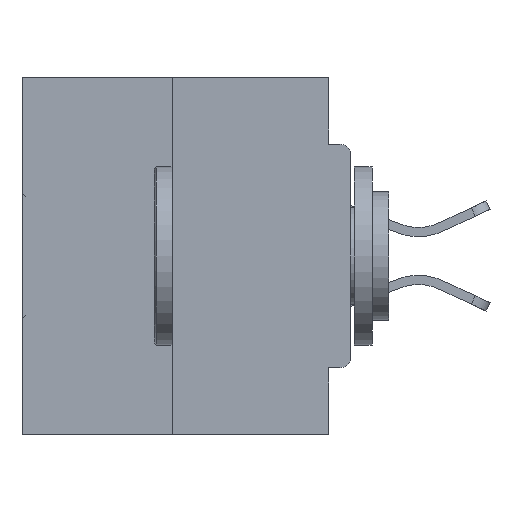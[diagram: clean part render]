
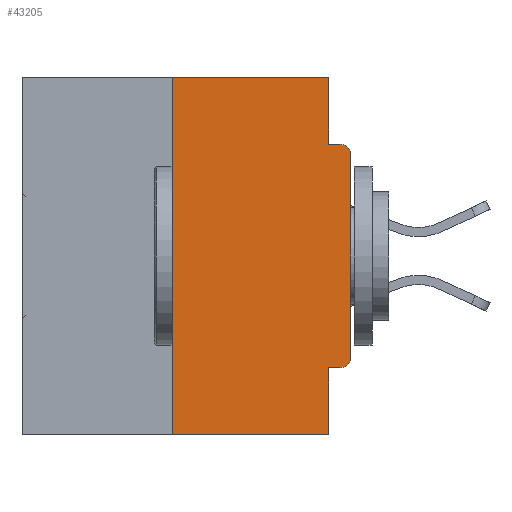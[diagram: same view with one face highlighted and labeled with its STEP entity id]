
A CAD part, left-side view. The second image highlights one B-rep face of the part: STEP entity #43205.
In plain terms, the highlighted planar face has unit normal (-1, 0, 0).
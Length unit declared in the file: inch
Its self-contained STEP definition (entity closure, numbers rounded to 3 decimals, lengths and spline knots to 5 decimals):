
#727 = AXIS2_PLACEMENT_3D ( 'NONE', #35124, #27985, #7385 ) ;
#1115 = VERTEX_POINT ( 'NONE', #37181 ) ;
#3319 = ORIENTED_EDGE ( 'NONE', *, *, #40154, .F. ) ;
#3936 = AXIS2_PLACEMENT_3D ( 'NONE', #13188, #43875, #16098 ) ;
#5426 = CIRCLE ( 'NONE', #8421, 0.015 ) ;
#5835 = CARTESIAN_POINT ( 'NONE',  ( 0., 0.031, -0.0935 ) ) ;
#6049 = VERTEX_POINT ( 'NONE', #25449 ) ;
#6228 = EDGE_CURVE ( 'NONE', #31281, #1115, #18546, .T. ) ;
#6518 = DIRECTION ( 'NONE',  ( 0., 0., 1. ) ) ;
#6819 = ORIENTED_EDGE ( 'NONE', *, *, #22236, .T. ) ;
#7141 = EDGE_CURVE ( 'NONE', #40983, #22127, #36838, .T. ) ;
#7385 = DIRECTION ( 'NONE',  ( 0., 0., -1. ) ) ;
#7559 = DIRECTION ( 'NONE',  ( 0., 0., -1. ) ) ;
#8243 = VERTEX_POINT ( 'NONE', #33365 ) ;
#8421 = AXIS2_PLACEMENT_3D ( 'NONE', #38430, #14202, #7559 ) ;
#8640 = VECTOR ( 'NONE', #35929, 39.37008 ) ;
#8668 = VECTOR ( 'NONE', #40420, 39.37008 ) ;
#8933 = LINE ( 'NONE', #10883, #43568 ) ;
#10534 = EDGE_CURVE ( 'NONE', #40983, #6049, #19197, .T. ) ;
#10883 = CARTESIAN_POINT ( 'NONE',  ( 0., 0.46, 0. ) ) ;
#11559 = ORIENTED_EDGE ( 'NONE', *, *, #7141, .T. ) ;
#11972 = DIRECTION ( 'NONE',  ( 0., 0., 1. ) ) ;
#12793 = VECTOR ( 'NONE', #41739, 39.37008 ) ;
#12943 = EDGE_CURVE ( 'NONE', #24125, #22127, #33415, .T. ) ;
#13188 = CARTESIAN_POINT ( 'NONE',  ( 0., 0.46, 0. ) ) ;
#14202 = DIRECTION ( 'NONE',  ( -1., 0., 0. ) ) ;
#14305 = ORIENTED_EDGE ( 'NONE', *, *, #6228, .F. ) ;
#14743 = VECTOR ( 'NONE', #33279, 39.37008 ) ;
#14766 = CARTESIAN_POINT ( 'NONE',  ( 0., 0., -0.4065 ) ) ;
#14993 = LINE ( 'NONE', #37136, #26343 ) ;
#15604 = ORIENTED_EDGE ( 'NONE', *, *, #22601, .T. ) ;
#16098 = DIRECTION ( 'NONE',  ( 0., 0., -1. ) ) ;
#16491 = ORIENTED_EDGE ( 'NONE', *, *, #36339, .T. ) ;
#17037 = VERTEX_POINT ( 'NONE', #32181 ) ;
#17192 = CIRCLE ( 'NONE', #727, 0.015 ) ;
#18546 = LINE ( 'NONE', #43233, #14743 ) ;
#19197 = LINE ( 'NONE', #39057, #36540 ) ;
#19654 = ORIENTED_EDGE ( 'NONE', *, *, #10534, .F. ) ;
#22127 = VERTEX_POINT ( 'NONE', #42517 ) ;
#22236 = EDGE_CURVE ( 'NONE', #8243, #1115, #17192, .T. ) ;
#22601 = EDGE_CURVE ( 'NONE', #28577, #8243, #14993, .T. ) ;
#22893 = CARTESIAN_POINT ( 'NONE',  ( 0., 0.031, -0.4065 ) ) ;
#24125 = VERTEX_POINT ( 'NONE', #22893 ) ;
#25449 = CARTESIAN_POINT ( 'NONE',  ( 0., 0.25, 0. ) ) ;
#25826 = CARTESIAN_POINT ( 'NONE',  ( 0., 0., -0.3915 ) ) ;
#26044 = CARTESIAN_POINT ( 'NONE',  ( 0., 0.25, -0.5 ) ) ;
#26343 = VECTOR ( 'NONE', #6518, 39.37008 ) ;
#26891 = EDGE_LOOP ( 'NONE', ( #3319, #19654, #11559, #28171, #39211, #16491, #15604, #6819, #14305, #27454 ) ) ;
#26962 = VERTEX_POINT ( 'NONE', #33877 ) ;
#26991 = CARTESIAN_POINT ( 'NONE',  ( 0., 0.031, 0. ) ) ;
#27454 = ORIENTED_EDGE ( 'NONE', *, *, #36680, .F. ) ;
#27985 = DIRECTION ( 'NONE',  ( -1., 0., 0. ) ) ;
#28171 = ORIENTED_EDGE ( 'NONE', *, *, #12943, .F. ) ;
#28577 = VERTEX_POINT ( 'NONE', #25826 ) ;
#28598 = DIRECTION ( 'NONE',  ( 0., -1., 0. ) ) ;
#29158 = VECTOR ( 'NONE', #42253, 39.37008 ) ;
#29220 = EDGE_CURVE ( 'NONE', #17037, #24125, #38347, .T. ) ;
#30574 = PLANE ( 'NONE',  #3936 ) ;
#31281 = VERTEX_POINT ( 'NONE', #5835 ) ;
#32181 = CARTESIAN_POINT ( 'NONE',  ( 0., 0.015, -0.4065 ) ) ;
#32266 = CARTESIAN_POINT ( 'NONE',  ( 0., 0.46, -0.5 ) ) ;
#33279 = DIRECTION ( 'NONE',  ( 0., -1., 0. ) ) ;
#33365 = CARTESIAN_POINT ( 'NONE',  ( 0., 0., -0.1085 ) ) ;
#33415 = LINE ( 'NONE', #34698, #12793 ) ;
#33877 = CARTESIAN_POINT ( 'NONE',  ( 0., 0.031, 0. ) ) ;
#34698 = CARTESIAN_POINT ( 'NONE',  ( 0., 0.031, -0.5 ) ) ;
#35124 = CARTESIAN_POINT ( 'NONE',  ( 0., 0.015, -0.1085 ) ) ;
#35816 = LINE ( 'NONE', #26991, #8668 ) ;
#35929 = DIRECTION ( 'NONE',  ( 0., -1., 0. ) ) ;
#36339 = EDGE_CURVE ( 'NONE', #17037, #28577, #5426, .T. ) ;
#36540 = VECTOR ( 'NONE', #11972, 39.37008 ) ;
#36680 = EDGE_CURVE ( 'NONE', #26962, #31281, #35816, .T. ) ;
#36838 = LINE ( 'NONE', #32266, #8640 ) ;
#37136 = CARTESIAN_POINT ( 'NONE',  ( 0., 0., 0. ) ) ;
#37181 = CARTESIAN_POINT ( 'NONE',  ( 0., 0.015, -0.0935 ) ) ;
#38347 = LINE ( 'NONE', #14766, #29158 ) ;
#38430 = CARTESIAN_POINT ( 'NONE',  ( 0., 0.015, -0.3915 ) ) ;
#38563 = FACE_OUTER_BOUND ( 'NONE', #26891, .T. ) ;
#39057 = CARTESIAN_POINT ( 'NONE',  ( 0., 0.25, 0. ) ) ;
#39211 = ORIENTED_EDGE ( 'NONE', *, *, #29220, .F. ) ;
#40154 = EDGE_CURVE ( 'NONE', #6049, #26962, #8933, .T. ) ;
#40420 = DIRECTION ( 'NONE',  ( 0., 0., -1. ) ) ;
#40983 = VERTEX_POINT ( 'NONE', #26044 ) ;
#41739 = DIRECTION ( 'NONE',  ( 0., 0., -1. ) ) ;
#42253 = DIRECTION ( 'NONE',  ( 0., 1., 0. ) ) ;
#42517 = CARTESIAN_POINT ( 'NONE',  ( 0., 0.031, -0.5 ) ) ;
#43205 = ADVANCED_FACE ( 'NONE', ( #38563 ), #30574, .F. ) ;
#43233 = CARTESIAN_POINT ( 'NONE',  ( 0., 0., -0.0935 ) ) ;
#43568 = VECTOR ( 'NONE', #28598, 39.37008 ) ;
#43875 = DIRECTION ( 'NONE',  ( 1., 0., 0. ) ) ;
